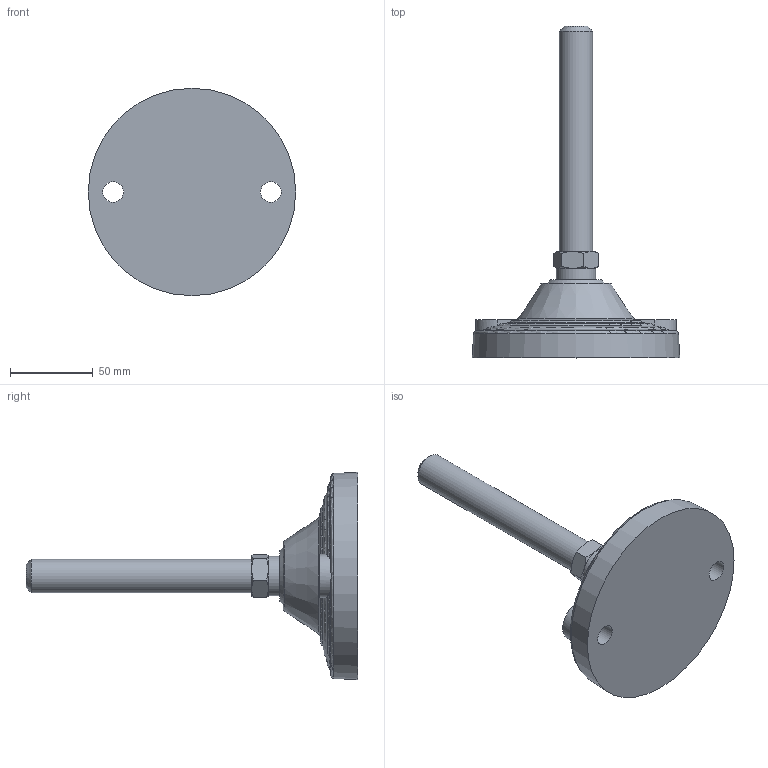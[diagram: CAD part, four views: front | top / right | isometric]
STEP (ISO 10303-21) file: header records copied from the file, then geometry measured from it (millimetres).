
FILE_DESCRIPTION(/* description */ ('PIEDE SNODATO ANTIV. D=124 H=189 M20'),/* implementation_level */ '2;1');
FILE_NAME(/* name */ 'CPDSN0000018.stp',/* time_stamp */ '2019-06-19T11:18:20+02:00',/* author */ ('fzagni'),/* organization */ (''),/* preprocessor_version */ 'ST-DEVELOPER v17.2',/* originating_system */ 'Autodesk Inventor 2019',/* authorisation */ '');
FILE_SCHEMA (('AUTOMOTIVE_DESIGN { 1 0 10303 214 3 1 1 }'));
Length unit declared in the file: millimetre
Products named in the file (3): !16.055.00!!!; !954510001958!!!; !954510001957!!!
Assembly tree (2 placements, depth 2):
  !16.055.00!!!
    !954510001958!!!
    !954510001957!!!
Bounding box: 125 x 200 x 125 mm (x, y, z)
Volume: 353189.4 mm3; surface area: 45737 mm2
Topology: 2 solids, 2 shells, 58 faces, 154 edges, 102 vertices
Faces by surface type: cone 23, plane 18, torus 9, cylinder 6, sphere 2
Full cylindrical faces by diameter (mm): 12.5 x2, 20 x1, 23.8 x1
Entity records: 2175 total; most frequent: CARTESIAN_POINT 597, ORIENTED_EDGE 304, DIRECTION 291, EDGE_CURVE 152, AXIS2_PLACEMENT_3D 134, VERTEX_POINT 102, CIRCLE 71, EDGE_LOOP 66
